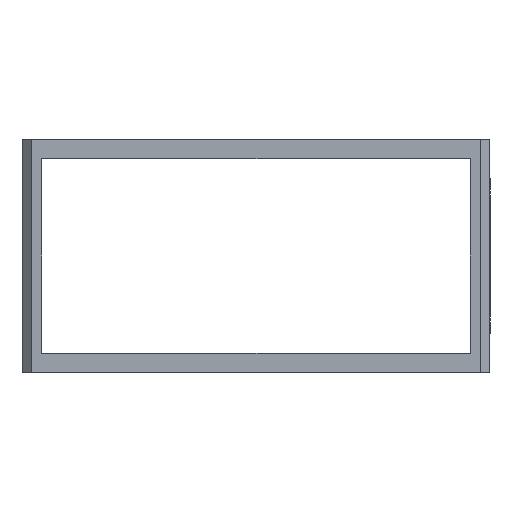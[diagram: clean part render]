
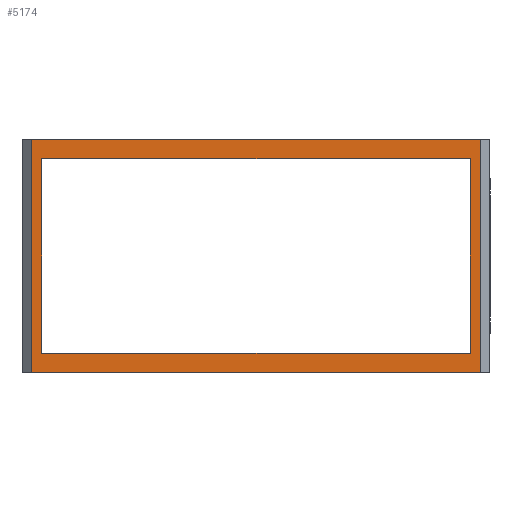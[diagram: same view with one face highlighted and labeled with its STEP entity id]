
A CAD part, left-side view. The second image highlights one B-rep face of the part: STEP entity #5174.
In plain terms, the highlighted planar face has unit normal (-1, 0, 0).
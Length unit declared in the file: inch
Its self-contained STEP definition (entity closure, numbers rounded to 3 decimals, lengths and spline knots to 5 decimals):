
#89 = DIRECTION ( 'NONE',  ( 0., 1., 0. ) ) ;
#284 = PLANE ( 'NONE',  #10434 ) ;
#449 = EDGE_CURVE ( 'NONE', #4252, #9330, #8802, .T. ) ;
#517 = CARTESIAN_POINT ( 'NONE',  ( -10., -1.44, -0.75 ) ) ;
#910 = CARTESIAN_POINT ( 'NONE',  ( -10., 1.375, 0.625 ) ) ;
#1093 = ORIENTED_EDGE ( 'NONE', *, *, #1569, .T. ) ;
#1184 = ORIENTED_EDGE ( 'NONE', *, *, #449, .F. ) ;
#1209 = VECTOR ( 'NONE', #89, 39.37008 ) ;
#1215 = DIRECTION ( 'NONE',  ( 0., -1., 0. ) ) ;
#1264 = VECTOR ( 'NONE', #5639, 39.37008 ) ;
#1569 = EDGE_CURVE ( 'NONE', #10079, #9330, #7611, .T. ) ;
#2264 = VERTEX_POINT ( 'NONE', #11004 ) ;
#2470 = EDGE_CURVE ( 'NONE', #2264, #9686, #4820, .T. ) ;
#2498 = EDGE_CURVE ( 'NONE', #4252, #4606, #5190, .T. ) ;
#2841 = VECTOR ( 'NONE', #13781, 39.37008 ) ;
#3682 = ORIENTED_EDGE ( 'NONE', *, *, #4579, .F. ) ;
#3938 = LINE ( 'NONE', #4872, #9898 ) ;
#4252 = VERTEX_POINT ( 'NONE', #11332 ) ;
#4486 = VECTOR ( 'NONE', #9626, 39.37008 ) ;
#4579 = EDGE_CURVE ( 'NONE', #10079, #4606, #3938, .T. ) ;
#4606 = VERTEX_POINT ( 'NONE', #7206 ) ;
#4820 = LINE ( 'NONE', #5482, #13959 ) ;
#4872 = CARTESIAN_POINT ( 'NONE',  ( -10., -1.5, -0.75 ) ) ;
#4927 = DIRECTION ( 'NONE',  ( 0., 0., -1. ) ) ;
#4994 = LINE ( 'NONE', #7160, #7756 ) ;
#5174 = ADVANCED_FACE ( 'NONE', ( #10437, #6879 ), #284, .F. ) ;
#5190 = LINE ( 'NONE', #12791, #1264 ) ;
#5418 = CARTESIAN_POINT ( 'NONE',  ( -10., -1.5, 0.75 ) ) ;
#5482 = CARTESIAN_POINT ( 'NONE',  ( -10., 1.375, 0.625 ) ) ;
#5534 = DIRECTION ( 'NONE',  ( 0., 0., 1. ) ) ;
#5639 = DIRECTION ( 'NONE',  ( 0., 0., -1. ) ) ;
#6035 = CARTESIAN_POINT ( 'NONE',  ( -10., -1.44, -0.75 ) ) ;
#6292 = EDGE_CURVE ( 'NONE', #13744, #2264, #10725, .T. ) ;
#6306 = DIRECTION ( 'NONE',  ( 0., 0., 1. ) ) ;
#6879 = FACE_OUTER_BOUND ( 'NONE', #11919, .T. ) ;
#7160 = CARTESIAN_POINT ( 'NONE',  ( -10., -1.375, 0.625 ) ) ;
#7206 = CARTESIAN_POINT ( 'NONE',  ( -10., 1.44, -0.75 ) ) ;
#7611 = LINE ( 'NONE', #6035, #4486 ) ;
#7756 = VECTOR ( 'NONE', #1215, 39.37008 ) ;
#8458 = CARTESIAN_POINT ( 'NONE',  ( -10., -1.375, -0.625 ) ) ;
#8802 = LINE ( 'NONE', #5418, #2841 ) ;
#8926 = CARTESIAN_POINT ( 'NONE',  ( -10., -1.375, -0.625 ) ) ;
#9330 = VERTEX_POINT ( 'NONE', #14536 ) ;
#9382 = ORIENTED_EDGE ( 'NONE', *, *, #11768, .T. ) ;
#9426 = ORIENTED_EDGE ( 'NONE', *, *, #2470, .T. ) ;
#9440 = ORIENTED_EDGE ( 'NONE', *, *, #11821, .T. ) ;
#9626 = DIRECTION ( 'NONE',  ( 0., 0., 1. ) ) ;
#9686 = VERTEX_POINT ( 'NONE', #910 ) ;
#9898 = VECTOR ( 'NONE', #10804, 39.37008 ) ;
#10079 = VERTEX_POINT ( 'NONE', #517 ) ;
#10434 = AXIS2_PLACEMENT_3D ( 'NONE', #11046, #13479, #6306 ) ;
#10437 = FACE_BOUND ( 'NONE', #11039, .T. ) ;
#10725 = LINE ( 'NONE', #8458, #1209 ) ;
#10804 = DIRECTION ( 'NONE',  ( 0., 1., 0. ) ) ;
#11004 = CARTESIAN_POINT ( 'NONE',  ( -10., 1.375, -0.625 ) ) ;
#11039 = EDGE_LOOP ( 'NONE', ( #9426, #9382, #9440, #14792 ) ) ;
#11046 = CARTESIAN_POINT ( 'NONE',  ( -10., 1.5, -0.75 ) ) ;
#11332 = CARTESIAN_POINT ( 'NONE',  ( -10., 1.44, 0.75 ) ) ;
#11768 = EDGE_CURVE ( 'NONE', #9686, #13405, #4994, .T. ) ;
#11821 = EDGE_CURVE ( 'NONE', #13405, #13744, #14134, .T. ) ;
#11919 = EDGE_LOOP ( 'NONE', ( #3682, #1093, #1184, #14105 ) ) ;
#12059 = CARTESIAN_POINT ( 'NONE',  ( -10., -1.375, 0.625 ) ) ;
#12791 = CARTESIAN_POINT ( 'NONE',  ( -10., 1.44, -0.75 ) ) ;
#13042 = CARTESIAN_POINT ( 'NONE',  ( -10., -1.375, 0.625 ) ) ;
#13405 = VERTEX_POINT ( 'NONE', #13042 ) ;
#13410 = VECTOR ( 'NONE', #4927, 39.37008 ) ;
#13479 = DIRECTION ( 'NONE',  ( 1., 0., 0. ) ) ;
#13744 = VERTEX_POINT ( 'NONE', #8926 ) ;
#13781 = DIRECTION ( 'NONE',  ( 0., -1., 0. ) ) ;
#13959 = VECTOR ( 'NONE', #5534, 39.37008 ) ;
#14105 = ORIENTED_EDGE ( 'NONE', *, *, #2498, .T. ) ;
#14134 = LINE ( 'NONE', #12059, #13410 ) ;
#14536 = CARTESIAN_POINT ( 'NONE',  ( -10., -1.44, 0.75 ) ) ;
#14792 = ORIENTED_EDGE ( 'NONE', *, *, #6292, .T. ) ;
